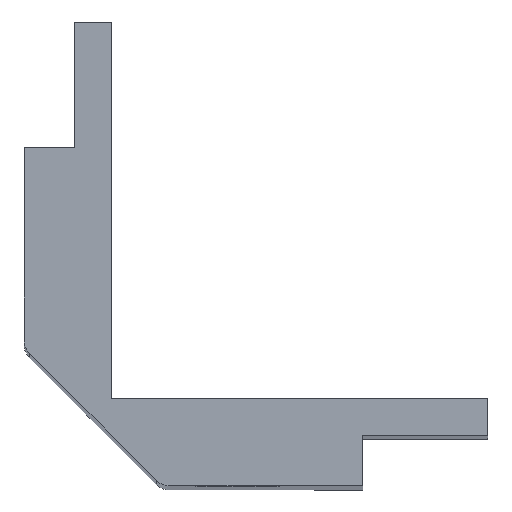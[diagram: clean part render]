
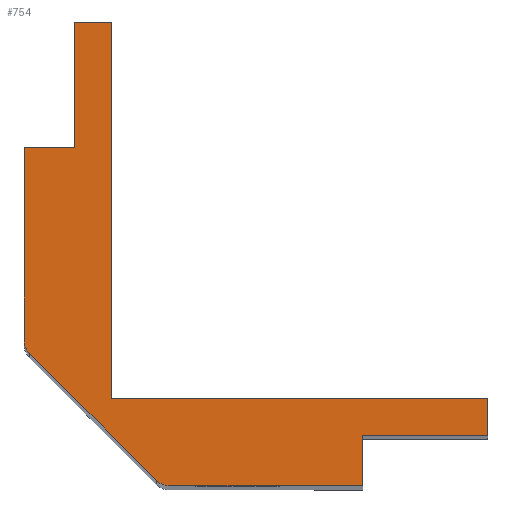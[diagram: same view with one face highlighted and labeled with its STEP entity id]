
A CAD part, top view. The second image highlights one B-rep face of the part: STEP entity #754.
In plain terms, the highlighted planar face has unit normal (0, 0, 1).
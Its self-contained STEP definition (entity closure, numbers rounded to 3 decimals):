
#23 = EDGE_CURVE ( 'NONE', #265, #1069, #2196, .T. ) ;
#104 = LINE ( 'NONE', #1990, #870 ) ;
#144 = CARTESIAN_POINT ( 'NONE',  ( 20., 0., 280. ) ) ;
#178 = ORIENTED_EDGE ( 'NONE', *, *, #1294, .F. ) ;
#186 = ORIENTED_EDGE ( 'NONE', *, *, #1175, .T. ) ;
#207 = LINE ( 'NONE', #1953, #759 ) ;
#209 = VECTOR ( 'NONE', #2198, 1000. ) ;
#233 = CARTESIAN_POINT ( 'NONE',  ( 4.621, -7., 280. ) ) ;
#265 = VERTEX_POINT ( 'NONE', #1050 ) ;
#297 = CARTESIAN_POINT ( 'NONE',  ( 0., 30., 280. ) ) ;
#299 = VERTEX_POINT ( 'NONE', #570 ) ;
#306 = EDGE_CURVE ( 'NONE', #1557, #1360, #1578, .T. ) ;
#326 = AXIS2_PLACEMENT_3D ( 'NONE', #1049, #559, #1041 ) ;
#341 = LINE ( 'NONE', #1161, #1752 ) ;
#377 = CARTESIAN_POINT ( 'NONE',  ( 0., 0., 280. ) ) ;
#380 = VERTEX_POINT ( 'NONE', #1033 ) ;
#399 = VECTOR ( 'NONE', #1320, 1000. ) ;
#414 = DIRECTION ( 'NONE',  ( 0., -1., 0. ) ) ;
#437 = CIRCLE ( 'NONE', #1516, 1.5 ) ;
#445 = ORIENTED_EDGE ( 'NONE', *, *, #1948, .T. ) ;
#448 = CARTESIAN_POINT ( 'NONE',  ( -7., 4.621, 280. ) ) ;
#451 = VERTEX_POINT ( 'NONE', #1917 ) ;
#452 = DIRECTION ( 'NONE',  ( 1., 0., 0. ) ) ;
#492 = CARTESIAN_POINT ( 'NONE',  ( -7., 4., 280. ) ) ;
#513 = CARTESIAN_POINT ( 'NONE',  ( -7., 7., 280. ) ) ;
#559 = DIRECTION ( 'NONE',  ( 0., 0., 1. ) ) ;
#567 = PLANE ( 'NONE',  #860 ) ;
#570 = CARTESIAN_POINT ( 'NONE',  ( -3., 20., 280. ) ) ;
#593 = VERTEX_POINT ( 'NONE', #1793 ) ;
#672 = DIRECTION ( 'NONE',  ( 0.707, -0.707, 0. ) ) ;
#704 = CARTESIAN_POINT ( 'NONE',  ( -3., 30., 280. ) ) ;
#754 = ADVANCED_FACE ( 'NONE', ( #1734 ), #567, .T. ) ;
#759 = VECTOR ( 'NONE', #414, 1000. ) ;
#809 = ORIENTED_EDGE ( 'NONE', *, *, #306, .F. ) ;
#810 = ORIENTED_EDGE ( 'NONE', *, *, #1657, .F. ) ;
#820 = ORIENTED_EDGE ( 'NONE', *, *, #1588, .T. ) ;
#821 = CARTESIAN_POINT ( 'NONE',  ( -3., 20., 280. ) ) ;
#860 = AXIS2_PLACEMENT_3D ( 'NONE', #1156, #1313, #1453 ) ;
#864 = EDGE_CURVE ( 'NONE', #1557, #299, #992, .T. ) ;
#870 = VECTOR ( 'NONE', #452, 1000. ) ;
#992 = LINE ( 'NONE', #821, #209 ) ;
#1015 = EDGE_LOOP ( 'NONE', ( #810, #1943, #820, #186, #1797, #445, #1118, #1082, #178, #1607, #1965, #809, #2022 ) ) ;
#1019 = LINE ( 'NONE', #1499, #399 ) ;
#1033 = CARTESIAN_POINT ( 'NONE',  ( 30., -3., 280. ) ) ;
#1041 = DIRECTION ( 'NONE',  ( 1., 0., 0. ) ) ;
#1049 = CARTESIAN_POINT ( 'NONE',  ( 4.621, -5.5, 280. ) ) ;
#1050 = CARTESIAN_POINT ( 'NONE',  ( -7., 20., 280. ) ) ;
#1069 = VERTEX_POINT ( 'NONE', #448 ) ;
#1078 = DIRECTION ( 'NONE',  ( 0., 1., 0. ) ) ;
#1082 = ORIENTED_EDGE ( 'NONE', *, *, #1137, .T. ) ;
#1118 = ORIENTED_EDGE ( 'NONE', *, *, #1424, .T. ) ;
#1137 = EDGE_CURVE ( 'NONE', #2184, #380, #1502, .T. ) ;
#1156 = CARTESIAN_POINT ( 'NONE',  ( 0., 0., 280. ) ) ;
#1161 = CARTESIAN_POINT ( 'NONE',  ( 4., -7., 280. ) ) ;
#1175 = EDGE_CURVE ( 'NONE', #1447, #1958, #1190, .T. ) ;
#1190 = LINE ( 'NONE', #492, #1257 ) ;
#1191 = DIRECTION ( 'NONE',  ( -1., 0., 0. ) ) ;
#1208 = VECTOR ( 'NONE', #2002, 1000. ) ;
#1236 = LINE ( 'NONE', #377, #2175 ) ;
#1243 = CARTESIAN_POINT ( 'NONE',  ( -3., 30., 280. ) ) ;
#1245 = EDGE_CURVE ( 'NONE', #593, #1360, #1236, .T. ) ;
#1257 = VECTOR ( 'NONE', #672, 1000. ) ;
#1294 = EDGE_CURVE ( 'NONE', #1654, #380, #207, .T. ) ;
#1303 = CARTESIAN_POINT ( 'NONE',  ( 30., 0., 280. ) ) ;
#1313 = DIRECTION ( 'NONE',  ( 0., 0., 1. ) ) ;
#1320 = DIRECTION ( 'NONE',  ( 0., 1., 0. ) ) ;
#1360 = VERTEX_POINT ( 'NONE', #297 ) ;
#1365 = CARTESIAN_POINT ( 'NONE',  ( 20., -3., 280. ) ) ;
#1424 = EDGE_CURVE ( 'NONE', #451, #2184, #1019, .T. ) ;
#1447 = VERTEX_POINT ( 'NONE', #1679 ) ;
#1453 = DIRECTION ( 'NONE',  ( 1., 0., 0. ) ) ;
#1463 = CARTESIAN_POINT ( 'NONE',  ( -5.5, 4.621, 280. ) ) ;
#1469 = VECTOR ( 'NONE', #2004, 1000. ) ;
#1499 = CARTESIAN_POINT ( 'NONE',  ( 20., -195.898, 280. ) ) ;
#1502 = LINE ( 'NONE', #1653, #1469 ) ;
#1516 = AXIS2_PLACEMENT_3D ( 'NONE', #1463, #1941, #1957 ) ;
#1554 = EDGE_CURVE ( 'NONE', #1958, #2012, #1976, .T. ) ;
#1557 = VERTEX_POINT ( 'NONE', #1243 ) ;
#1565 = VECTOR ( 'NONE', #2058, 1000. ) ;
#1575 = VECTOR ( 'NONE', #1191, 1000. ) ;
#1578 = LINE ( 'NONE', #704, #1565 ) ;
#1588 = EDGE_CURVE ( 'NONE', #1069, #1447, #437, .T. ) ;
#1607 = ORIENTED_EDGE ( 'NONE', *, *, #1985, .T. ) ;
#1653 = CARTESIAN_POINT ( 'NONE',  ( 7., -3., 280. ) ) ;
#1654 = VERTEX_POINT ( 'NONE', #1303 ) ;
#1657 = EDGE_CURVE ( 'NONE', #265, #299, #104, .T. ) ;
#1679 = CARTESIAN_POINT ( 'NONE',  ( -6.561, 3.561, 280. ) ) ;
#1682 = LINE ( 'NONE', #144, #1575 ) ;
#1734 = FACE_OUTER_BOUND ( 'NONE', #1015, .T. ) ;
#1752 = VECTOR ( 'NONE', #2045, 1000. ) ;
#1793 = CARTESIAN_POINT ( 'NONE',  ( 0., 0., 280. ) ) ;
#1797 = ORIENTED_EDGE ( 'NONE', *, *, #1554, .T. ) ;
#1836 = CARTESIAN_POINT ( 'NONE',  ( 3.561, -6.561, 280. ) ) ;
#1917 = CARTESIAN_POINT ( 'NONE',  ( 20., -7., 280. ) ) ;
#1941 = DIRECTION ( 'NONE',  ( 0., 0., 1. ) ) ;
#1943 = ORIENTED_EDGE ( 'NONE', *, *, #23, .T. ) ;
#1948 = EDGE_CURVE ( 'NONE', #2012, #451, #341, .T. ) ;
#1953 = CARTESIAN_POINT ( 'NONE',  ( 30., 0., 280. ) ) ;
#1957 = DIRECTION ( 'NONE',  ( 1., 0., 0. ) ) ;
#1958 = VERTEX_POINT ( 'NONE', #1836 ) ;
#1965 = ORIENTED_EDGE ( 'NONE', *, *, #1245, .T. ) ;
#1976 = CIRCLE ( 'NONE', #326, 1.5 ) ;
#1985 = EDGE_CURVE ( 'NONE', #1654, #593, #1682, .T. ) ;
#1990 = CARTESIAN_POINT ( 'NONE',  ( -195.898, 20., 280. ) ) ;
#2002 = DIRECTION ( 'NONE',  ( 0., -1., 0. ) ) ;
#2004 = DIRECTION ( 'NONE',  ( 1., 0., 0. ) ) ;
#2012 = VERTEX_POINT ( 'NONE', #233 ) ;
#2022 = ORIENTED_EDGE ( 'NONE', *, *, #864, .T. ) ;
#2045 = DIRECTION ( 'NONE',  ( 1., 0., 0. ) ) ;
#2058 = DIRECTION ( 'NONE',  ( 1., 0., 0. ) ) ;
#2175 = VECTOR ( 'NONE', #1078, 1000. ) ;
#2184 = VERTEX_POINT ( 'NONE', #1365 ) ;
#2196 = LINE ( 'NONE', #513, #1208 ) ;
#2198 = DIRECTION ( 'NONE',  ( 0., -1., 0. ) ) ;
